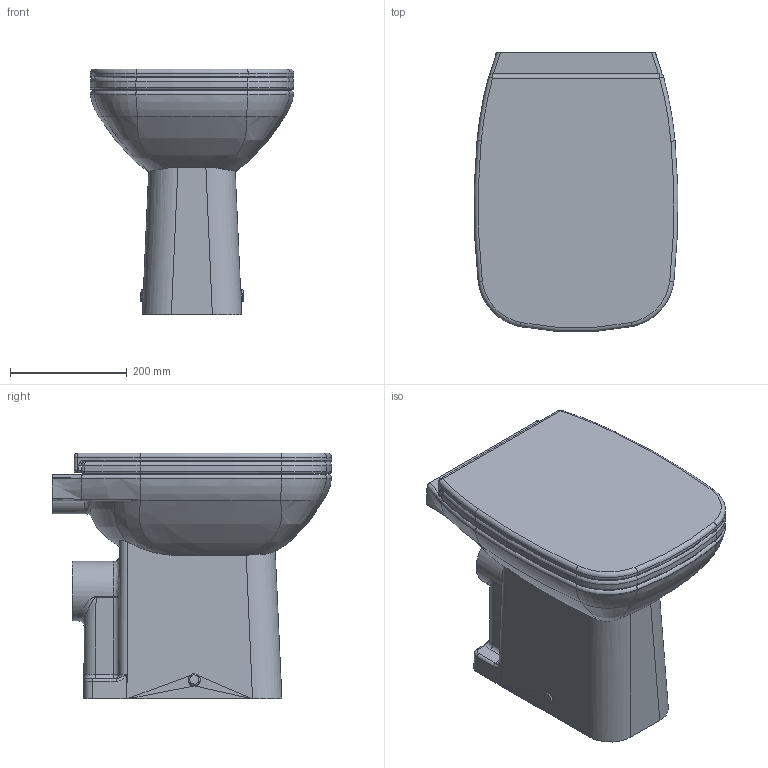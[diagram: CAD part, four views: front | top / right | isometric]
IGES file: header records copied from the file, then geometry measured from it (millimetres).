
Global section: file name: No Iges File Name specified; native system: AutoDesk Inventor R11.0; preprocessor: AutoDesk Inventor Iges Exporter R11.0; author: No Author specified; organization: No Organization specified; date: 20071116.113840; units: millimetre
Bounding box: 349.47 x 478.94 x 422.04 mm (x, y, z)
Volume: 21036569.5 mm3; surface area: 1330289 mm2
Topology: 5 solids, 5 shells, 307 faces, 735 edges, 442 vertices
Faces by surface type: bspline 79, torus 69, cylinder 62, plane 50, revolution 41, sphere 6
